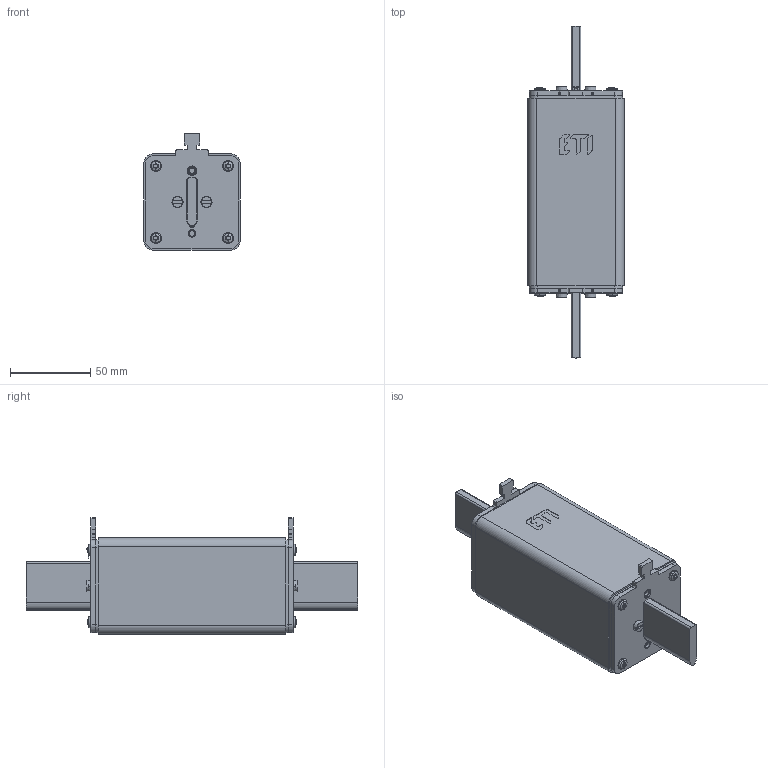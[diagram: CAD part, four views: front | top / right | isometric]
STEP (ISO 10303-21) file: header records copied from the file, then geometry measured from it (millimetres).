
FILE_DESCRIPTION((''),'2;1');
FILE_NAME('2XL_1100V_350A_ASM','2021-10-11T',('marketing.praksa'),('Audax d.o.o.'),'CREO PARAMETRIC BY PTC INC, 2017480','CREO PARAMETRIC BY PTC INC, 2017480','');
FILE_SCHEMA(('AUTOMOTIVE_DESIGN { 1 0 10303 214 1 1 1 1 }'));
Length unit declared in the file: millimetre
Products named in the file (13): 0000066908_1; 0000030743_1; 0000017639_AF0_1; 0000017520_AF0_3; 0000018143_ASM_1_ASM; 0000051214_2; 0000051213_1; 0000011586_1; 0000011580_1; 0000011599_1; 0000037876_1; 0000043213_1; 2XL_1100V_350A_ASM
Assembly tree (25 placements, depth 3):
  2XL_1100V_350A_ASM
    0000066908_1
    0000030743_1  x2
    0000018143_ASM_1_ASM  x2
      0000017639_AF0_1
      0000017520_AF0_3
    0000051214_2
    0000051213_1
    0000011586_1
    0000011580_1
    0000011599_1  x2
    0000037876_1  x4
    0000043213_1  x8
Bounding box: 60 x 207 x 72.5 mm (x, y, z)
Volume: 468257.9 mm3; surface area: 82612.7 mm2
Topology: 25 solids, 41 shells, 1129 faces, 3100 edges, 2029 vertices
Faces by surface type: cylinder 571, plane 269, bspline 123, cone 78, torus 56, sphere 16, extrusion 16
Entity records: 28537 total; most frequent: CARTESIAN_POINT 7605, DIRECTION 3008, ORIENTED_EDGE 2750, EDGE_CURVE 1397, AXIS2_PLACEMENT_3D 1161, VERTEX_POINT 913, PRESENTATION_STYLE_ASSIGNMENT 906, STYLED_ITEM 855
